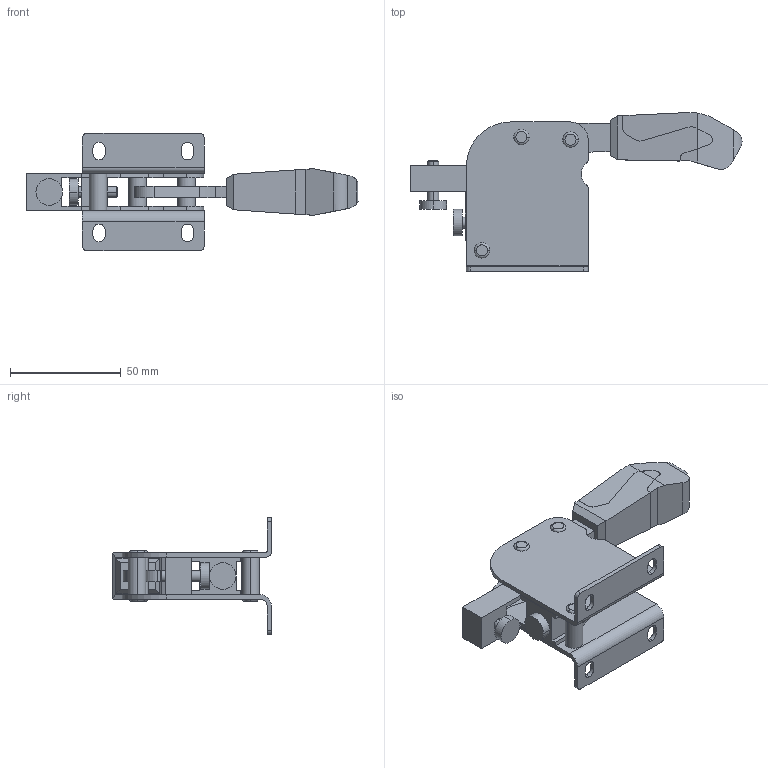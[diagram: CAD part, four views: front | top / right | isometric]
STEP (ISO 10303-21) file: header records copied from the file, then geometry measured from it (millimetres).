
FILE_DESCRIPTION (( 'STEP AP214' ), '1' );
FILE_NAME ('EH 23330.4002.STEP', '2019-10-25T06:43:30', ( '' ), ( '' ), 'SwSTEP 2.0', 'SolidWorks 2019', '' );
FILE_SCHEMA (( 'AUTOMOTIVE_DESIGN' ));
Length unit declared in the file: millimetre
Products named in the file (6): _93831-2.stp; EH 23330.4002; _93831-3.stp; _93831-1.stp; _93831-13.stp; _557229.stp
Assembly tree (6 placements, depth 2):
  EH 23330.4002
    _93831-1.stp
    _93831-2.stp
    _93831-13.stp  x2
    _93831-3.stp
    _557229.stp
Bounding box: 150 x 71.78 x 53 mm (x, y, z)
Volume: 57074.7 mm3; surface area: 35753.9 mm2
Topology: 6 solids, 6 shells, 201 faces, 531 edges, 350 vertices
Faces by surface type: plane 97, cylinder 80, torus 12, cone 12
Entity records: 6859 total; most frequent: CARTESIAN_POINT 1408, DIRECTION 1041, ORIENTED_EDGE 1030, EDGE_CURVE 515, AXIS2_PLACEMENT_3D 363, VERTEX_POINT 340, LINE 315, VECTOR 315
